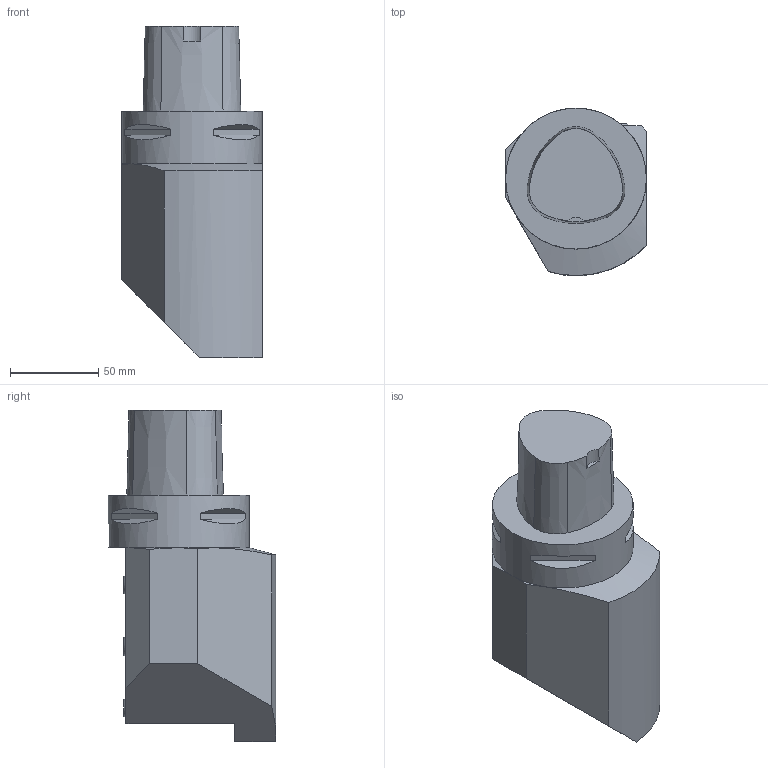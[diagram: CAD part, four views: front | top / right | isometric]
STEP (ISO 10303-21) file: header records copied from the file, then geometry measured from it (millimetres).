
FILE_DESCRIPTION(/* description */ (''),/* implementation_level */ '2;1');
FILE_NAME(/* name */ '1527164122820.stp',/* time_stamp */ '2018-05-24T14:15:28+02:00',/* author */ (''),/* organization */ ('SMS'),/* preprocessor_version */ 'ST-DEVELOPER v15',/* originating_system */ 'SIEMENS PLM Software NX 8.5',/* authorisation */ '');
FILE_SCHEMA (('AUTOMOTIVE_DESIGN { 1 0 10303 214 3 1 1 1 }'));
Length unit declared in the file: millimetre
Products named in the file (1): 201670097mod000_00
Bounding box: 80 x 94.98 x 188 mm (x, y, z)
Volume: 714625.5 mm3; surface area: 63145.3 mm2
Topology: 1 solids, 1 shells, 102 faces, 227 edges, 141 vertices
Faces by surface type: plane 56, cone 38, cylinder 8
Full cylindrical faces by diameter (mm): 12 x3, 80 x1
Entity records: 2740 total; most frequent: CARTESIAN_POINT 587, DIRECTION 437, ORIENTED_EDGE 404, EDGE_CURVE 202, AXIS2_PLACEMENT_3D 178, VERTEX_POINT 129, EDGE_LOOP 126, ADVANCED_FACE 102
